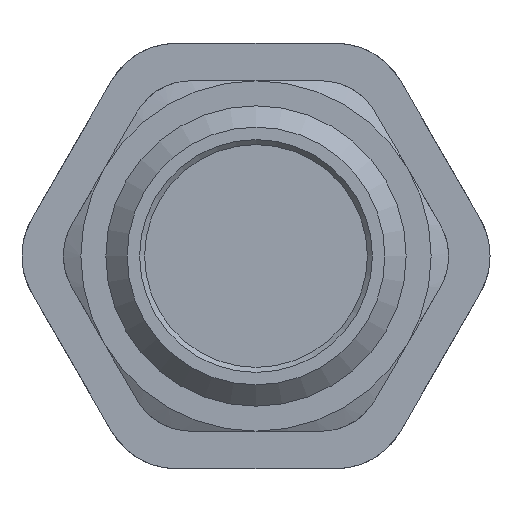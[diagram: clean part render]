
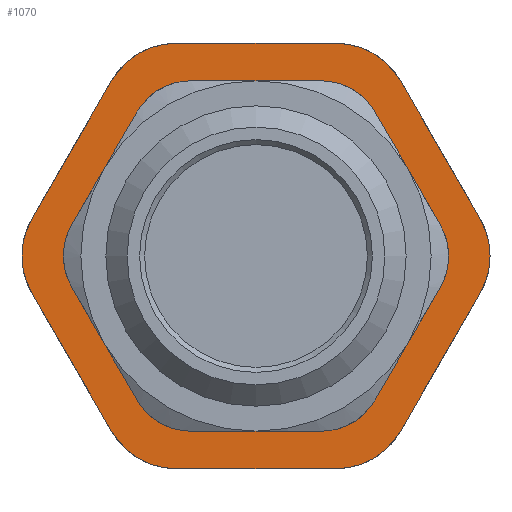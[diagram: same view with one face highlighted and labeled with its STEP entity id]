
A CAD part, front view. The second image highlights one B-rep face of the part: STEP entity #1070.
In plain terms, the highlighted planar face has unit normal (0, -1, 0).
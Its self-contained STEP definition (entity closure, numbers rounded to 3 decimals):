
#119=FACE_BOUND('',#196,.T.);
#126=FACE_OUTER_BOUND('',#195,.T.);
#195=EDGE_LOOP('',(#709,#710,#711,#712,#713,#714,#715,#716,#717,#718,#719,
#720));
#196=EDGE_LOOP('',(#721));
#271=LINE('',#1574,#330);
#272=LINE('',#1578,#331);
#273=LINE('',#1582,#332);
#274=LINE('',#1586,#333);
#275=LINE('',#1590,#334);
#276=LINE('',#1593,#335);
#330=VECTOR('',#1283,10.);
#331=VECTOR('',#1286,10.);
#332=VECTOR('',#1289,10.);
#333=VECTOR('',#1292,10.);
#334=VECTOR('',#1295,10.);
#335=VECTOR('',#1298,10.);
#389=CIRCLE('',#1163,3.);
#390=CIRCLE('',#1164,3.);
#391=CIRCLE('',#1165,3.);
#392=CIRCLE('',#1166,3.);
#393=CIRCLE('',#1167,3.);
#394=CIRCLE('',#1168,3.);
#395=CIRCLE('',#1169,6.557);
#435=VERTEX_POINT('',#1570);
#436=VERTEX_POINT('',#1571);
#437=VERTEX_POINT('',#1573);
#438=VERTEX_POINT('',#1575);
#439=VERTEX_POINT('',#1577);
#440=VERTEX_POINT('',#1579);
#441=VERTEX_POINT('',#1581);
#442=VERTEX_POINT('',#1583);
#443=VERTEX_POINT('',#1585);
#444=VERTEX_POINT('',#1587);
#445=VERTEX_POINT('',#1589);
#446=VERTEX_POINT('',#1591);
#447=VERTEX_POINT('',#1594);
#542=EDGE_CURVE('',#435,#436,#389,.T.);
#543=EDGE_CURVE('',#435,#437,#271,.T.);
#544=EDGE_CURVE('',#438,#437,#390,.T.);
#545=EDGE_CURVE('',#438,#439,#272,.T.);
#546=EDGE_CURVE('',#440,#439,#391,.T.);
#547=EDGE_CURVE('',#440,#441,#273,.T.);
#548=EDGE_CURVE('',#442,#441,#392,.T.);
#549=EDGE_CURVE('',#442,#443,#274,.T.);
#550=EDGE_CURVE('',#444,#443,#393,.T.);
#551=EDGE_CURVE('',#444,#445,#275,.T.);
#552=EDGE_CURVE('',#446,#445,#394,.T.);
#553=EDGE_CURVE('',#446,#436,#276,.T.);
#554=EDGE_CURVE('',#447,#447,#395,.T.);
#709=ORIENTED_EDGE('',*,*,#542,.F.);
#710=ORIENTED_EDGE('',*,*,#543,.T.);
#711=ORIENTED_EDGE('',*,*,#544,.F.);
#712=ORIENTED_EDGE('',*,*,#545,.T.);
#713=ORIENTED_EDGE('',*,*,#546,.F.);
#714=ORIENTED_EDGE('',*,*,#547,.T.);
#715=ORIENTED_EDGE('',*,*,#548,.F.);
#716=ORIENTED_EDGE('',*,*,#549,.T.);
#717=ORIENTED_EDGE('',*,*,#550,.F.);
#718=ORIENTED_EDGE('',*,*,#551,.T.);
#719=ORIENTED_EDGE('',*,*,#552,.F.);
#720=ORIENTED_EDGE('',*,*,#553,.T.);
#721=ORIENTED_EDGE('',*,*,#554,.T.);
#1043=PLANE('',#1162);
#1070=ADVANCED_FACE('',(#126,#119),#1043,.F.);
#1162=AXIS2_PLACEMENT_3D('',#1569,#1279,#1280);
#1163=AXIS2_PLACEMENT_3D('',#1572,#1281,#1282);
#1164=AXIS2_PLACEMENT_3D('',#1576,#1284,#1285);
#1165=AXIS2_PLACEMENT_3D('',#1580,#1287,#1288);
#1166=AXIS2_PLACEMENT_3D('',#1584,#1290,#1291);
#1167=AXIS2_PLACEMENT_3D('',#1588,#1293,#1294);
#1168=AXIS2_PLACEMENT_3D('',#1592,#1296,#1297);
#1169=AXIS2_PLACEMENT_3D('',#1595,#1299,#1300);
#1279=DIRECTION('center_axis',(0.,1.,0.));
#1280=DIRECTION('ref_axis',(0.,0.,1.));
#1281=DIRECTION('center_axis',(0.,1.,0.));
#1282=DIRECTION('ref_axis',(-1.,0.,0.));
#1283=DIRECTION('',(0.5,0.,-0.866));
#1284=DIRECTION('center_axis',(0.,1.,0.));
#1285=DIRECTION('ref_axis',(-0.5,0.,-0.866));
#1286=DIRECTION('',(1.,0.,0.));
#1287=DIRECTION('center_axis',(0.,1.,0.));
#1288=DIRECTION('ref_axis',(0.5,0.,-0.866));
#1289=DIRECTION('',(0.5,0.,0.866));
#1290=DIRECTION('center_axis',(0.,1.,0.));
#1291=DIRECTION('ref_axis',(1.,0.,0.));
#1292=DIRECTION('',(-0.5,0.,0.866));
#1293=DIRECTION('center_axis',(0.,1.,0.));
#1294=DIRECTION('ref_axis',(0.5,0.,0.866));
#1295=DIRECTION('',(-1.,0.,0.));
#1296=DIRECTION('center_axis',(0.,1.,0.));
#1297=DIRECTION('ref_axis',(-0.5,0.,0.866));
#1298=DIRECTION('',(-0.5,0.,-0.866));
#1299=DIRECTION('center_axis',(0.,1.,0.));
#1300=DIRECTION('ref_axis',(0.,0.,-1.));
#1569=CARTESIAN_POINT('Origin',(-1.751,-0.129,0.));
#1570=CARTESIAN_POINT('',(-10.7,-0.129,-1.5));
#1571=CARTESIAN_POINT('',(-10.7,-0.129,1.5));
#1572=CARTESIAN_POINT('Origin',(-8.102,-0.129,0.));
#1573=CARTESIAN_POINT('',(-7.525,-0.129,-7.));
#1574=CARTESIAN_POINT('',(-11.554,-0.129,-0.022));
#1575=CARTESIAN_POINT('',(-4.927,-0.129,-8.5));
#1576=CARTESIAN_POINT('Origin',(-4.927,-0.129,-5.5));
#1577=CARTESIAN_POINT('',(1.424,-0.129,-8.5));
#1578=CARTESIAN_POINT('',(-9.062,-0.129,-8.5));
#1579=CARTESIAN_POINT('',(4.022,-0.129,-7.));
#1580=CARTESIAN_POINT('Origin',(1.424,-0.129,-5.5));
#1581=CARTESIAN_POINT('',(7.198,-0.129,-1.5));
#1582=CARTESIAN_POINT('',(3.169,-0.129,-8.478));
#1583=CARTESIAN_POINT('',(7.198,-0.129,1.5));
#1584=CARTESIAN_POINT('Origin',(4.6,-0.129,0.));
#1585=CARTESIAN_POINT('',(4.022,-0.129,7.));
#1586=CARTESIAN_POINT('',(5.623,-0.129,4.228));
#1587=CARTESIAN_POINT('',(1.424,-0.129,8.5));
#1588=CARTESIAN_POINT('Origin',(1.424,-0.129,5.5));
#1589=CARTESIAN_POINT('',(-4.927,-0.129,8.5));
#1590=CARTESIAN_POINT('',(-4.154,-0.129,8.5));
#1591=CARTESIAN_POINT('',(-7.525,-0.129,7.));
#1592=CARTESIAN_POINT('Origin',(-4.927,-0.129,5.5));
#1593=CARTESIAN_POINT('',(-9.1,-0.129,4.272));
#1594=CARTESIAN_POINT('',(-1.751,-0.129,6.557));
#1595=CARTESIAN_POINT('Origin',(-1.751,-0.129,0.));
